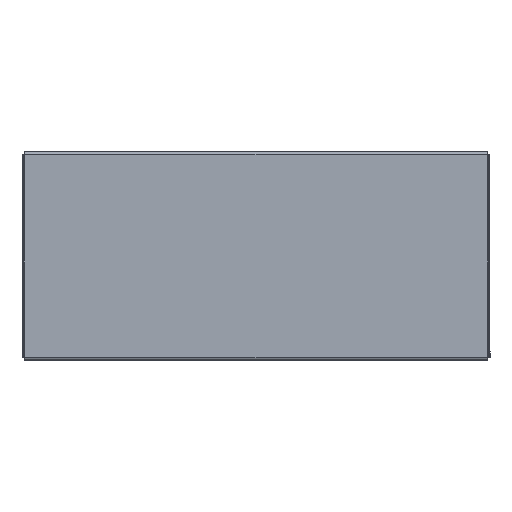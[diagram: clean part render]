
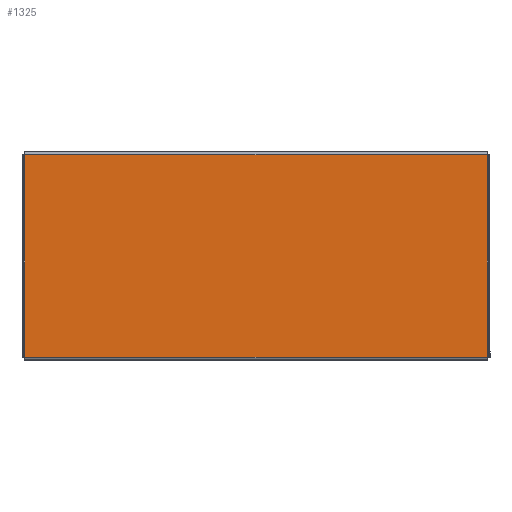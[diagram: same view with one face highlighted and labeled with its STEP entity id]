
A CAD part, top view. The second image highlights one B-rep face of the part: STEP entity #1325.
In plain terms, the highlighted planar face has unit normal (0, 0, 1).
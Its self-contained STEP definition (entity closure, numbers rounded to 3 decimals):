
#5 = CARTESIAN_POINT ( 'NONE',  ( 250., -109.5, 0. ) ) ;
#8 = EDGE_CURVE ( 'NONE', #302, #175, #849, .T. ) ;
#56 = EDGE_LOOP ( 'NONE', ( #798, #1495, #476, #451 ) ) ;
#83 = DIRECTION ( 'NONE',  ( -1., 0., 0. ) ) ;
#107 = CARTESIAN_POINT ( 'NONE',  ( -250., 109.5, 0. ) ) ;
#118 = VERTEX_POINT ( 'NONE', #5 ) ;
#175 = VERTEX_POINT ( 'NONE', #107 ) ;
#250 = CARTESIAN_POINT ( 'NONE',  ( -250., -109.5, 0. ) ) ;
#282 = VECTOR ( 'NONE', #1105, 1000. ) ;
#302 = VERTEX_POINT ( 'NONE', #387 ) ;
#340 = PLANE ( 'NONE',  #1243 ) ;
#353 = VECTOR ( 'NONE', #1582, 1000. ) ;
#387 = CARTESIAN_POINT ( 'NONE',  ( 250., 109.5, 0. ) ) ;
#449 = CARTESIAN_POINT ( 'NONE',  ( -250., -109.5, 0. ) ) ;
#451 = ORIENTED_EDGE ( 'NONE', *, *, #1533, .F. ) ;
#476 = ORIENTED_EDGE ( 'NONE', *, *, #1221, .T. ) ;
#484 = DIRECTION ( 'NONE',  ( 0., 0., 1. ) ) ;
#495 = DIRECTION ( 'NONE',  ( 1., 0., 0. ) ) ;
#591 = CARTESIAN_POINT ( 'NONE',  ( 0., 0., 0. ) ) ;
#616 = LINE ( 'NONE', #1276, #1312 ) ;
#636 = EDGE_CURVE ( 'NONE', #1211, #175, #1129, .T. ) ;
#798 = ORIENTED_EDGE ( 'NONE', *, *, #8, .T. ) ;
#848 = CARTESIAN_POINT ( 'NONE',  ( -253., 109.5, 0. ) ) ;
#849 = LINE ( 'NONE', #848, #1511 ) ;
#945 = LINE ( 'NONE', #1306, #353 ) ;
#1105 = DIRECTION ( 'NONE',  ( 0., 1., 0. ) ) ;
#1129 = LINE ( 'NONE', #449, #282 ) ;
#1144 = FACE_OUTER_BOUND ( 'NONE', #56, .T. ) ;
#1211 = VERTEX_POINT ( 'NONE', #250 ) ;
#1221 = EDGE_CURVE ( 'NONE', #1211, #118, #616, .T. ) ;
#1243 = AXIS2_PLACEMENT_3D ( 'NONE', #591, #484, #495 ) ;
#1276 = CARTESIAN_POINT ( 'NONE',  ( -253., -109.5, 0. ) ) ;
#1306 = CARTESIAN_POINT ( 'NONE',  ( 250., 109.5, 0. ) ) ;
#1312 = VECTOR ( 'NONE', #1552, 1000. ) ;
#1325 = ADVANCED_FACE ( 'NONE', ( #1144 ), #340, .T. ) ;
#1495 = ORIENTED_EDGE ( 'NONE', *, *, #636, .F. ) ;
#1511 = VECTOR ( 'NONE', #83, 1000. ) ;
#1533 = EDGE_CURVE ( 'NONE', #302, #118, #945, .T. ) ;
#1552 = DIRECTION ( 'NONE',  ( 1., 0., 0. ) ) ;
#1582 = DIRECTION ( 'NONE',  ( 0., -1., 0. ) ) ;
